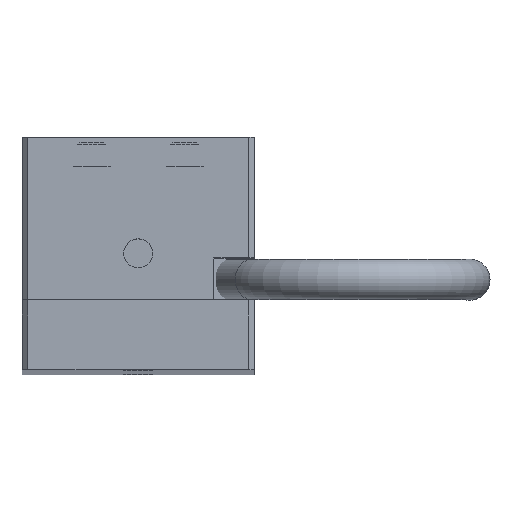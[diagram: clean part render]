
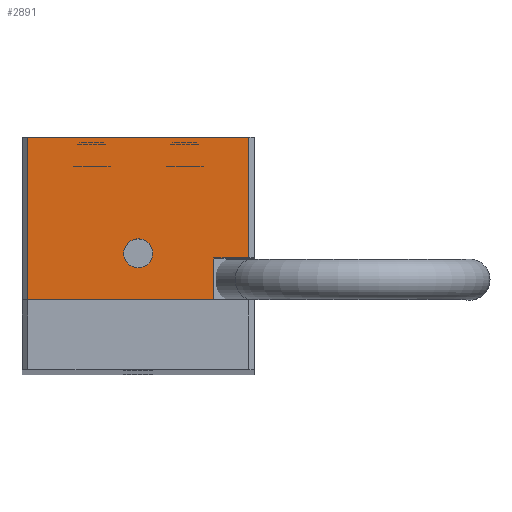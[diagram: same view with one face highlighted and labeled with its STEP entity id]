
A CAD part, top view. The second image highlights one B-rep face of the part: STEP entity #2891.
In plain terms, the highlighted planar face has unit normal (0, 0, 1).
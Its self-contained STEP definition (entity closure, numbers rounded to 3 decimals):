
#53 = ORIENTED_EDGE ( 'NONE', *, *, #2854, .T. ) ;
#55 = ORIENTED_EDGE ( 'NONE', *, *, #2637, .F. ) ;
#56 = ORIENTED_EDGE ( 'NONE', *, *, #2633, .F. ) ;
#61 = ORIENTED_EDGE ( 'NONE', *, *, #2859, .F. ) ;
#88 = VERTEX_POINT ( 'NONE', #256 ) ;
#89 = VERTEX_POINT ( 'NONE', #406 ) ;
#108 = CARTESIAN_POINT ( 'NONE',  ( 6.5, 9.6, 263. ) ) ;
#118 = ORIENTED_EDGE ( 'NONE', *, *, #2789, .F. ) ;
#121 = VERTEX_POINT ( 'NONE', #172 ) ;
#151 = LINE ( 'NONE', #156, #2570 ) ;
#156 = CARTESIAN_POINT ( 'NONE',  ( 6.5, 9., 263. ) ) ;
#166 = VERTEX_POINT ( 'NONE', #108 ) ;
#172 = CARTESIAN_POINT ( 'NONE',  ( 9.5, 20., 263. ) ) ;
#177 = CARTESIAN_POINT ( 'NONE',  ( -9.5, 20., 263. ) ) ;
#181 = VERTEX_POINT ( 'NONE', #177 ) ;
#183 = ORIENTED_EDGE ( 'NONE', *, *, #2743, .T. ) ;
#189 = ORIENTED_EDGE ( 'NONE', *, *, #2709, .F. ) ;
#199 = CARTESIAN_POINT ( 'NONE',  ( 6.5, 6., 263. ) ) ;
#214 = DIRECTION ( 'NONE',  ( 1., 0., 0. ) ) ;
#232 = VERTEX_POINT ( 'NONE', #199 ) ;
#238 = CARTESIAN_POINT ( 'NONE',  ( 0., 10., 263. ) ) ;
#256 = CARTESIAN_POINT ( 'NONE',  ( -9.5, 6., 263. ) ) ;
#270 = DIRECTION ( 'NONE',  ( 0., -1., 0. ) ) ;
#307 = DIRECTION ( 'NONE',  ( 0., 0., 1. ) ) ;
#406 = CARTESIAN_POINT ( 'NONE',  ( 9.5, 9.6, 263. ) ) ;
#708 = CARTESIAN_POINT ( 'NONE',  ( 10., 20., 263. ) ) ;
#721 = DIRECTION ( 'NONE',  ( 1., 0., 0. ) ) ;
#738 = LINE ( 'NONE', #708, #2435 ) ;
#1055 = LINE ( 'NONE', #1824, #2416 ) ;
#1198 = VECTOR ( 'NONE', #2031, 1000. ) ;
#1208 = VECTOR ( 'NONE', #2051, 1000. ) ;
#1258 = AXIS2_PLACEMENT_3D ( 'NONE', #1738, #1718, #1717 ) ;
#1291 = EDGE_LOOP ( 'NONE', ( #56, #61, #53, #118, #183, #189 ) ) ;
#1298 = EDGE_LOOP ( 'NONE', ( #55 ) ) ;
#1473 = CARTESIAN_POINT ( 'NONE',  ( 1.25, 10., 263. ) ) ;
#1716 = VERTEX_POINT ( 'NONE', #1473 ) ;
#1717 = DIRECTION ( 'NONE',  ( 1., 0., 0. ) ) ;
#1718 = DIRECTION ( 'NONE',  ( 0., 0., 1. ) ) ;
#1721 = PLANE ( 'NONE',  #1258 ) ;
#1725 = FACE_BOUND ( 'NONE', #1298, .T. ) ;
#1729 = FACE_OUTER_BOUND ( 'NONE', #1291, .T. ) ;
#1738 = CARTESIAN_POINT ( 'NONE',  ( 10., 20., 263. ) ) ;
#1824 = CARTESIAN_POINT ( 'NONE',  ( 10., 6., 263. ) ) ;
#1838 = DIRECTION ( 'NONE',  ( -1., 0., 0. ) ) ;
#1951 = LINE ( 'NONE', #1992, #1208 ) ;
#1978 = CARTESIAN_POINT ( 'NONE',  ( 9.5, 20., 263. ) ) ;
#1991 = LINE ( 'NONE', #1978, #1198 ) ;
#1992 = CARTESIAN_POINT ( 'NONE',  ( 9.5, 9.6, 263. ) ) ;
#2031 = DIRECTION ( 'NONE',  ( 0., 1., 0. ) ) ;
#2051 = DIRECTION ( 'NONE',  ( -1., 0., 0. ) ) ;
#2170 = LINE ( 'NONE', #2172, #2501 ) ;
#2172 = CARTESIAN_POINT ( 'NONE',  ( -9.5, 6., 263. ) ) ;
#2173 = DIRECTION ( 'NONE',  ( 0., -1., 0. ) ) ;
#2416 = VECTOR ( 'NONE', #1838, 1000. ) ;
#2435 = VECTOR ( 'NONE', #721, 1000. ) ;
#2501 = VECTOR ( 'NONE', #2173, 1000. ) ;
#2537 = CIRCLE ( 'NONE', #2571, 1.25 ) ;
#2570 = VECTOR ( 'NONE', #270, 1000. ) ;
#2571 = AXIS2_PLACEMENT_3D ( 'NONE', #238, #307, #214 ) ;
#2633 = EDGE_CURVE ( 'NONE', #166, #232, #151, .T. ) ;
#2637 = EDGE_CURVE ( 'NONE', #1716, #1716, #2537, .T. ) ;
#2709 = EDGE_CURVE ( 'NONE', #232, #88, #1055, .T. ) ;
#2743 = EDGE_CURVE ( 'NONE', #181, #88, #2170, .T. ) ;
#2789 = EDGE_CURVE ( 'NONE', #181, #121, #738, .T. ) ;
#2854 = EDGE_CURVE ( 'NONE', #89, #121, #1991, .T. ) ;
#2859 = EDGE_CURVE ( 'NONE', #89, #166, #1951, .T. ) ;
#2891 = ADVANCED_FACE ( 'NONE', ( #1725, #1729 ), #1721, .T. ) ;
